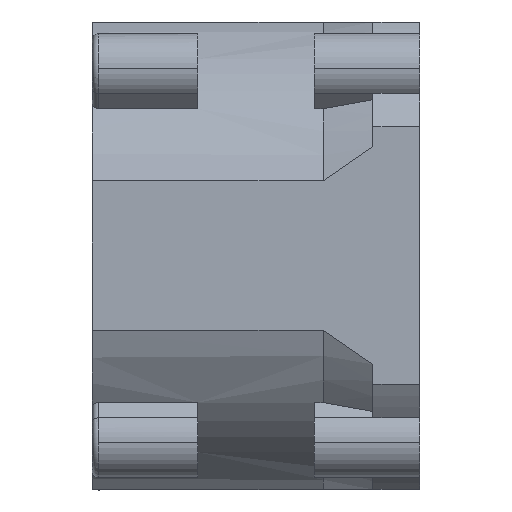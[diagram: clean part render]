
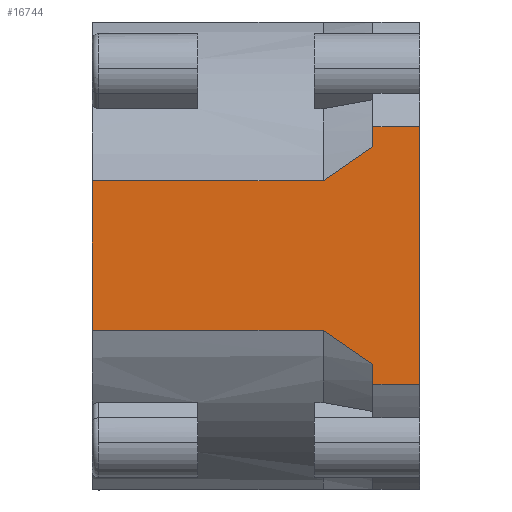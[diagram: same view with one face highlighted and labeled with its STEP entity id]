
A CAD part, top view. The second image highlights one B-rep face of the part: STEP entity #16744.
In plain terms, the highlighted planar face has unit normal (0, 0, 1).
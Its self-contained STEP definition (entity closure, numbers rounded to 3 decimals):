
#6159=DIRECTION('',(-1.,0.,0.));
#6160=VECTOR('',#6159,19.754);
#6161=CARTESIAN_POINT('',(-8.246,-6.403,20.));
#6162=LINE('',#6161,#6160);
#6316=CARTESIAN_POINT('',(-4.,9.312,20.));
#6317=CARTESIAN_POINT('',(-4.525,9.001,20.));
#6318=CARTESIAN_POINT('',(-5.541,8.374,20.));
#6319=CARTESIAN_POINT('',(-6.955,7.413,20.));
#6320=CARTESIAN_POINT('',(-7.829,6.745,20.));
#6321=CARTESIAN_POINT('',(-8.246,6.403,20.));
#6323=DIRECTION('',(0.,-1.,0.));
#6324=VECTOR('',#6323,1.688);
#6325=CARTESIAN_POINT('',(-4.,11.,20.));
#6326=LINE('',#6325,#6324);
#6327=DIRECTION('',(0.,1.,0.));
#6328=VECTOR('',#6327,22.);
#6329=CARTESIAN_POINT('',(0.,-11.,20.));
#6330=LINE('',#6329,#6328);
#6331=DIRECTION('',(0.,-1.,0.));
#6332=VECTOR('',#6331,1.688);
#6333=CARTESIAN_POINT('',(-4.,-9.312,
20.));
#6334=LINE('',#6333,#6332);
#6335=CARTESIAN_POINT('',(-8.246,-6.403,20.));
#6336=CARTESIAN_POINT('',(-7.828,-6.746,20.));
#6337=CARTESIAN_POINT('',(-6.952,-7.414,
20.));
#6338=CARTESIAN_POINT('',(-5.539,-8.375,
20.));
#6339=CARTESIAN_POINT('',(-4.524,-9.002,
20.));
#6340=CARTESIAN_POINT('',(-4.,-9.312,
20.));
#6342=DIRECTION('',(0.,-1.,0.));
#6343=VECTOR('',#6342,12.806);
#6344=CARTESIAN_POINT('',(-28.,6.403,20.));
#6345=LINE('',#6344,#6343);
#6362=DIRECTION('',(1.,0.,0.));
#6363=VECTOR('',#6362,19.754);
#6364=CARTESIAN_POINT('',(-28.,6.403,20.));
#6365=LINE('',#6364,#6363);
#6901=DIRECTION('',(1.,0.,0.));
#6902=VECTOR('',#6901,4.);
#6903=CARTESIAN_POINT('',(-4.,11.,20.));
#6904=LINE('',#6903,#6902);
#7101=DIRECTION('',(-1.,0.,0.));
#7102=VECTOR('',#7101,4.);
#7103=CARTESIAN_POINT('',(0.,-11.,20.));
#7104=LINE('',#7103,#7102);
#8728=CARTESIAN_POINT('',(-4.,11.,20.));
#8729=CARTESIAN_POINT('',(-4.,9.312,20.));
#8730=VERTEX_POINT('',#8728);
#8731=VERTEX_POINT('',#8729);
#8732=VERTEX_POINT('',#6335);
#8733=VERTEX_POINT('',#6340);
#8741=CARTESIAN_POINT('',(-28.,6.403,20.));
#8743=VERTEX_POINT('',#8741);
#8745=CARTESIAN_POINT('',(-8.246,6.403,20.));
#8746=VERTEX_POINT('',#8745);
#8749=CARTESIAN_POINT('',(-4.,-11.,20.));
#8750=VERTEX_POINT('',#8749);
#8786=CARTESIAN_POINT('',(-28.,-6.403,20.));
#8788=VERTEX_POINT('',#8786);
#8890=CARTESIAN_POINT('',(0.,11.,20.));
#8891=VERTEX_POINT('',#8890);
#8892=CARTESIAN_POINT('',(0.,-11.,20.));
#8893=VERTEX_POINT('',#8892);
#16720=CARTESIAN_POINT('',(-28.,20.,20.));
#16721=DIRECTION('',(0.,0.,-1.));
#16722=DIRECTION('',(-1.,0.,0.));
#16723=AXIS2_PLACEMENT_3D('',#16720,#16721,#16722);
#16724=PLANE('',#16723);
#16726=ORIENTED_EDGE('',*,*,#16725,.F.);
#16728=ORIENTED_EDGE('',*,*,#16727,.F.);
#16730=ORIENTED_EDGE('',*,*,#16729,.T.);
#16731=ORIENTED_EDGE('',*,*,#9426,.F.);
#16733=ORIENTED_EDGE('',*,*,#16732,.T.);
#16735=ORIENTED_EDGE('',*,*,#16734,.F.);
#16737=ORIENTED_EDGE('',*,*,#16736,.F.);
#16738=ORIENTED_EDGE('',*,*,#16511,.T.);
#16739=ORIENTED_EDGE('',*,*,#15811,.F.);
#16741=ORIENTED_EDGE('',*,*,#16740,.T.);
#16742=EDGE_LOOP('',(#16726,#16728,#16730,#16731,#16733,#16735,#16737,#16738,
#16739,#16741));
#16743=FACE_OUTER_BOUND('',#16742,.F.);
#16744=ADVANCED_FACE('',(#16743),#16724,.F.);
#6322=B_SPLINE_CURVE_WITH_KNOTS('',3,(#6316,#6317,#6318,#6319,#6320,#6321),
.UNSPECIFIED.,.F.,.F.,(4,1,1,4),(0.,0.333,0.667,1.),
.UNSPECIFIED.);
#6341=B_SPLINE_CURVE_WITH_KNOTS('',3,(#6335,#6336,#6337,#6338,#6339,#6340),
.UNSPECIFIED.,.F.,.F.,(4,1,1,4),(0.,0.333,0.667,1.),
.UNSPECIFIED.);
#9426=EDGE_CURVE('',#8893,#8891,#6330,.T.);
#15811=EDGE_CURVE('',#8743,#8788,#6345,.T.);
#16511=EDGE_CURVE('',#8732,#8788,#6162,.T.);
#16725=EDGE_CURVE('',#8731,#8746,#6322,.T.);
#16727=EDGE_CURVE('',#8730,#8731,#6326,.T.);
#16729=EDGE_CURVE('',#8730,#8891,#6904,.T.);
#16732=EDGE_CURVE('',#8893,#8750,#7104,.T.);
#16734=EDGE_CURVE('',#8733,#8750,#6334,.T.);
#16736=EDGE_CURVE('',#8732,#8733,#6341,.T.);
#16740=EDGE_CURVE('',#8743,#8746,#6365,.T.);
